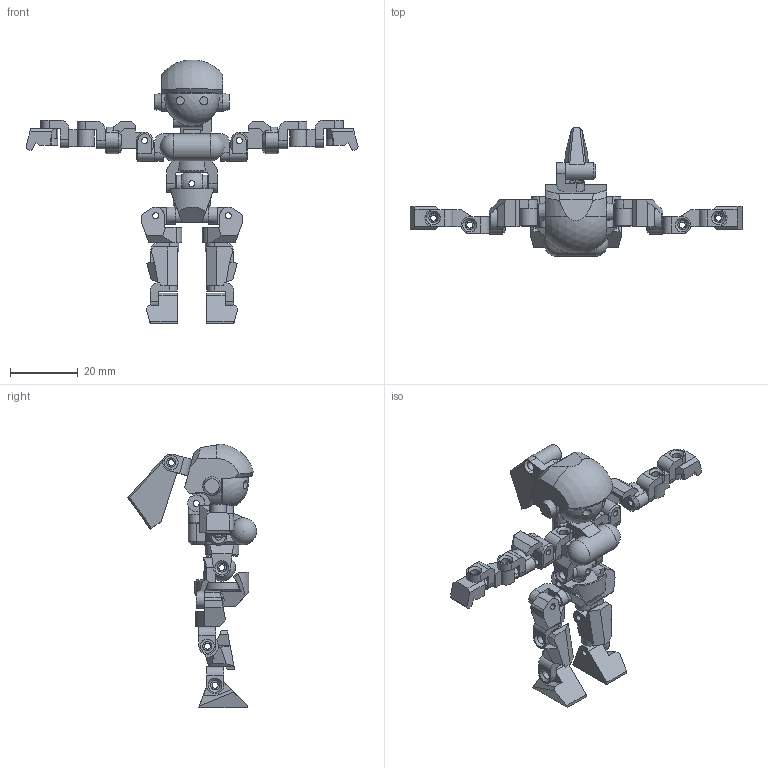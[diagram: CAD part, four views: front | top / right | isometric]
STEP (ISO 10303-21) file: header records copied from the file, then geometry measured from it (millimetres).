
FILE_DESCRIPTION(/* description */ (''),/* implementation_level */ '2;1');
FILE_NAME(/* name */ '70mmBigEye v2.step',/* time_stamp */ '2021-08-04T18:36:54+09:00',/* author */ (''),/* organization */ (''),/* preprocessor_version */ 'ST-DEVELOPER v18.1',/* originating_system */ 'Autodesk Translation Framework v10.9.0.1377',/* authorisation */ '');
FILE_SCHEMA (('AUTOMOTIVE_DESIGN { 1 0 10303 214 3 1 1 }'));
Length unit declared in the file: millimetre
Products named in the file (7): 70mmBigEye; head; body; Arm; Reg; Arm(ミラー); Reg(ミラー)
Assembly tree (6 placements, depth 2):
  70mmBigEye
    head
    body
    Arm
    Reg
    Arm(ミラー)
    Reg(ミラー)
Bounding box: 98.2 x 38.2 x 78.03 mm (x, y, z)
Volume: 14755.8 mm3; surface area: 14482.4 mm2
Topology: 37 solids, 37 shells, 654 faces, 1680 edges, 1099 vertices
Faces by surface type: plane 384, cylinder 186, cone 61, bspline 18, sphere 5
Full cylindrical faces by diameter (mm): 1.5 x2, 1.8 x33, 2.4 x2, 2.7 x35, 2.8 x1, 3.6 x1, 5 x6, 6.5 x2, 11 x1
Entity records: 21050 total; most frequent: CARTESIAN_POINT 4514, DIRECTION 3359, ORIENTED_EDGE 3354, EDGE_CURVE 1677, AXIS2_PLACEMENT_3D 1166, VERTEX_POINT 1099, LINE 1027, VECTOR 1027
